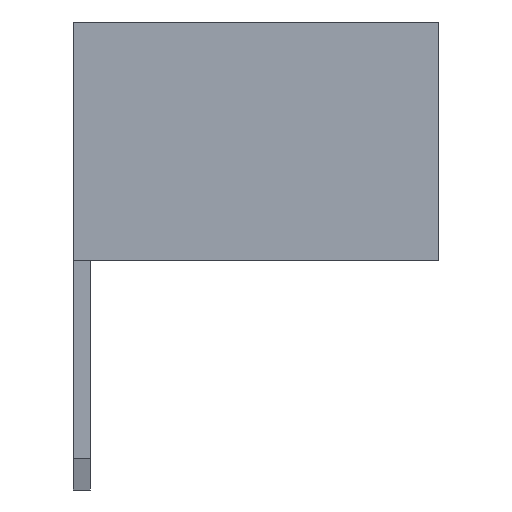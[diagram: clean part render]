
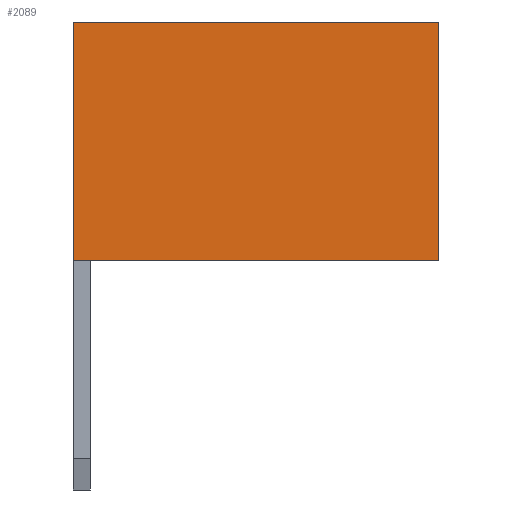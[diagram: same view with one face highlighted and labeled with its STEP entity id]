
A CAD part, left-side view. The second image highlights one B-rep face of the part: STEP entity #2089.
In plain terms, the highlighted planar face has unit normal (-1, 0, 0).
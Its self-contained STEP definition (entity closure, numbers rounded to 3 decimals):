
#2089=ADVANCED_FACE('',(#14773),#14775,.T.);
#14773=FACE_BOUND('',#14774,.T.);
#14774=EDGE_LOOP('',(#24921,#24922,#24923,#24924));
#14775=PLANE('',#14776);
#14776=AXIS2_PLACEMENT_3D('',#14777,#14778,#14779);
#14777=CARTESIAN_POINT('',(-1.,-4.2,0.));
#14778=DIRECTION('',(-1.,0.,0.));
#14779=DIRECTION('',(0.,0.,1.));
#24921=ORIENTED_EDGE('',*,*,#31925,.T.);
#24922=ORIENTED_EDGE('',*,*,#32298,.T.);
#24923=ORIENTED_EDGE('',*,*,#31736,.F.);
#24924=ORIENTED_EDGE('',*,*,#32297,.F.);
#31736=EDGE_CURVE('',#36026,#36028,#36029,.T.);
#31925=EDGE_CURVE('',#36294,#36295,#36296,.T.);
#32297=EDGE_CURVE('',#36294,#36026,#36913,.T.);
#32298=EDGE_CURVE('',#36295,#36028,#36914,.T.);
#36026=VERTEX_POINT('',#43210);
#36028=VERTEX_POINT('',#43214);
#36029=LINE('',#43215,#43216);
#36294=VERTEX_POINT('',#43858);
#36295=VERTEX_POINT('',#43859);
#36296=LINE('',#43860,#43861);
#36913=LINE('',#45221,#45222);
#36914=LINE('',#45224,#45225);
#43210=CARTESIAN_POINT('',(-1.,0.1,0.));
#43214=CARTESIAN_POINT('',(-1.,0.1,2.8));
#43215=CARTESIAN_POINT('',(-1.,0.1,0.));
#43216=VECTOR('',#43217,1.);
#43217=DIRECTION('',(0.,0.,1.));
#43858=CARTESIAN_POINT('',(-1.,-4.2,0.));
#43859=CARTESIAN_POINT('',(-1.,-4.2,2.8));
#43860=CARTESIAN_POINT('',(-1.,-4.2,0.));
#43861=VECTOR('',#43862,1.);
#43862=DIRECTION('',(0.,0.,1.));
#45221=CARTESIAN_POINT('',(-1.,-4.2,0.));
#45222=VECTOR('',#45223,1.);
#45223=DIRECTION('',(0.,1.,0.));
#45224=CARTESIAN_POINT('',(-1.,-4.2,2.8));
#45225=VECTOR('',#45226,1.);
#45226=DIRECTION('',(0.,1.,0.));
